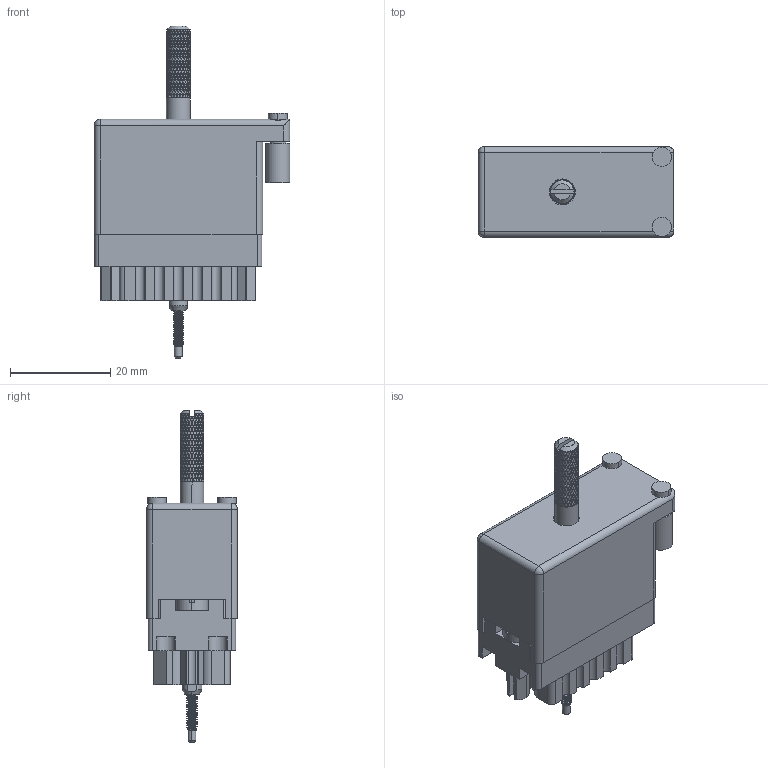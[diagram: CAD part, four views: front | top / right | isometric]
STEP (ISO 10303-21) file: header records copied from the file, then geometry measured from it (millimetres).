
FILE_DESCRIPTION (( 'STEP AP203' ), '1' );
FILE_NAME ('519-014-501-451.STEP', '2020-09-09T18:34:57', ( '' ), ( '' ), 'SwSTEP 2.0', 'SolidWorks 2020', '' );
FILE_SCHEMA (( 'CONFIG_CONTROL_DESIGN' ));
Length unit declared in the file: inch
Products named in the file (13): 516-221-020-102_014; 516-292-001_501 Contact; Actuating Screw Assy 020; 519 Receptacle Insulator_014; 516-252-021-102_014; 516-250-021-102_519; 516-250-020-111; 519-014-501-451; 516-252-022-102; 516-221-020-102_015; 516-230-001_Metal - 020 Side Entry; 516-251-025-100; 516-253-025-100
Assembly tree (26 placements, depth 3):
  519-014-501-451
    519 Receptacle Insulator_014
    516-292-001_501 Contact  x14
    Actuating Screw Assy 020
      516-251-025-100
      516-250-021-102_519
      516-250-020-111
      516-253-025-100
      516-252-022-102
    516-252-021-102_014  x2
    516-221-020-102_014
    516-221-020-102_015
    516-230-001_Metal - 020 Side Entry
Bounding box: 39.12 x 18.16 x 66.29 mm (x, y, z)
Volume: 11584.1 mm3; surface area: 17474.5 mm2
Topology: 25 solids, 25 shells, 4402 faces, 10514 edges, 6170 vertices
Faces by surface type: bspline 2134, cylinder 1155, plane 1055, cone 56, sphere 2
Entity records: 188561 total; most frequent: CARTESIAN_POINT 134148, ORIENTED_EDGE 15428, EDGE_CURVE 7714, DIRECTION 5746, VERTEX_POINT 4316, EDGE_LOOP 3510, ADVANCED_FACE 3435, FACE_OUTER_BOUND 3435
